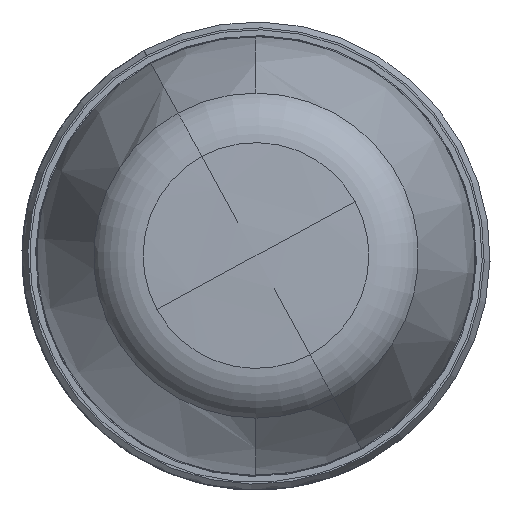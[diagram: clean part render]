
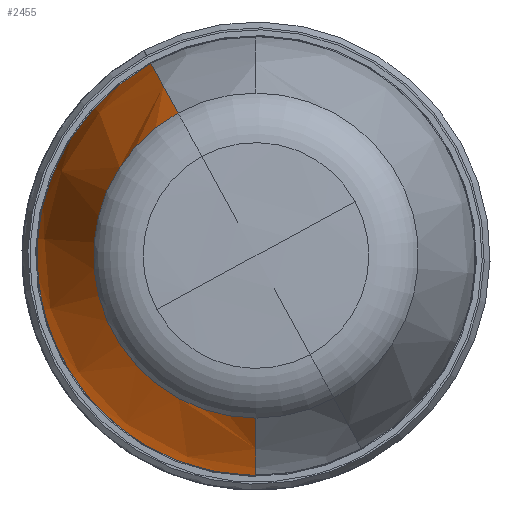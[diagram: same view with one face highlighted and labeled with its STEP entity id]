
A CAD part, top view. The second image highlights one B-rep face of the part: STEP entity #2455.
In plain terms, the highlighted face is a revolution surface.
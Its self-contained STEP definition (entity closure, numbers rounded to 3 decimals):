
#2284=AXIS2_PLACEMENT_3D('Circle Axis2P3D',#2282,#2283,$) ;
#2446=AXIS2_PLACEMENT_3D('Circle Axis2P3D',#2444,#2445,$) ;
#2265=CARTESIAN_POINT('Vertex',(-10.787,19.746,-0.25)) ;
#2279=CARTESIAN_POINT('Vertex',(0.,-22.5,-0.25)) ;
#2282=CARTESIAN_POINT('Axis2P3D Location',(0.,0.,-0.25)) ;
#2349=CARTESIAN_POINT('Control Point',(-7.989,14.623,24.337)) ;
#2350=CARTESIAN_POINT('Control Point',(-9.325,17.07,18.611)) ;
#2351=CARTESIAN_POINT('Control Point',(-10.259,18.779,12.475)) ;
#2352=CARTESIAN_POINT('Control Point',(-10.747,19.672,6.118)) ;
#2353=CARTESIAN_POINT('Control Point',(-10.787,19.746,-0.25)) ;
#2354=CARTESIAN_POINT('Vertex',(-7.989,14.623,24.337)) ;
#2413=CARTESIAN_POINT('Control Point',(0.,-16.663,24.337)) ;
#2414=CARTESIAN_POINT('Control Point',(0.,-19.451,18.611)) ;
#2415=CARTESIAN_POINT('Control Point',(0.,-21.399,12.475)) ;
#2416=CARTESIAN_POINT('Control Point',(0.,-22.417,6.118)) ;
#2417=CARTESIAN_POINT('Control Point',(0.,-22.5,-0.25)) ;
#2418=CARTESIAN_POINT('Vertex',(0.,-16.663,24.337)) ;
#2435=CARTESIAN_POINT('Control Point',(0.,-16.663,24.337)) ;
#2436=CARTESIAN_POINT('Control Point',(0.,-19.451,18.611)) ;
#2437=CARTESIAN_POINT('Control Point',(0.,-21.399,12.475)) ;
#2438=CARTESIAN_POINT('Control Point',(0.,-22.417,6.118)) ;
#2439=CARTESIAN_POINT('Control Point',(0.,-22.5,-0.25)) ;
#2440=CARTESIAN_POINT('Axis1P Location',(0.,0.,13.875)) ;
#2444=CARTESIAN_POINT('Axis2P3D Location',(0.,0.,24.337)) ;
#2283=DIRECTION('Axis2P3D Direction',(0.,0.,1.)) ;
#2441=DIRECTION('Axis1P Direction',(0.,0.,1.)) ;
#2445=DIRECTION('Axis2P3D Direction',(0.,0.,1.)) ;
#2442=AXIS1_PLACEMENT('Revolution Surface Axis1P',#2440,#2441) ;
#2450=ORIENTED_EDGE('',*,*,#2420,.F.) ;
#2451=ORIENTED_EDGE('',*,*,#2448,.F.) ;
#2452=ORIENTED_EDGE('',*,*,#2356,.T.) ;
#2453=ORIENTED_EDGE('',*,*,#2286,.T.) ;
#2455=ADVANCED_FACE('\X2\59165F62\X0\',(#2454),#2443,.F.) ;
#2348=B_SPLINE_CURVE_WITH_KNOTS('',4,(#2349,#2350,#2351,#2352,#2353),.UNSPECIFIED.,.F.,.U.,(5,5),(155.664,181.277),.UNSPECIFIED.) ;
#2412=B_SPLINE_CURVE_WITH_KNOTS('',4,(#2413,#2414,#2415,#2416,#2417),.UNSPECIFIED.,.F.,.U.,(5,5),(155.664,181.277),.UNSPECIFIED.) ;
#2434=B_SPLINE_CURVE_WITH_KNOTS('',4,(#2435,#2436,#2437,#2438,#2439),.UNSPECIFIED.,.F.,.U.,(5,5),(155.664,181.277),.UNSPECIFIED.) ;
#2285=CIRCLE('generated circle',#2284,22.5) ;
#2447=CIRCLE('generated circle',#2446,16.663) ;
#2286=EDGE_CURVE('',#2266,#2280,#2285,.T.) ;
#2356=EDGE_CURVE('',#2355,#2266,#2348,.T.) ;
#2420=EDGE_CURVE('',#2419,#2280,#2412,.T.) ;
#2448=EDGE_CURVE('',#2355,#2419,#2447,.T.) ;
#2449=EDGE_LOOP('',(#2450,#2451,#2452,#2453)) ;
#2454=FACE_OUTER_BOUND('',#2449,.T.) ;
#2443=SURFACE_OF_REVOLUTION('Surface of Revolution',#2434,#2442) ;
#2266=VERTEX_POINT('',#2265) ;
#2280=VERTEX_POINT('',#2279) ;
#2355=VERTEX_POINT('',#2354) ;
#2419=VERTEX_POINT('',#2418) ;
